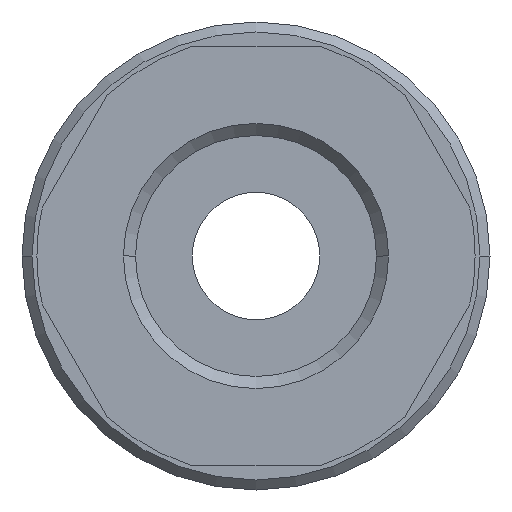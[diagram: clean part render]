
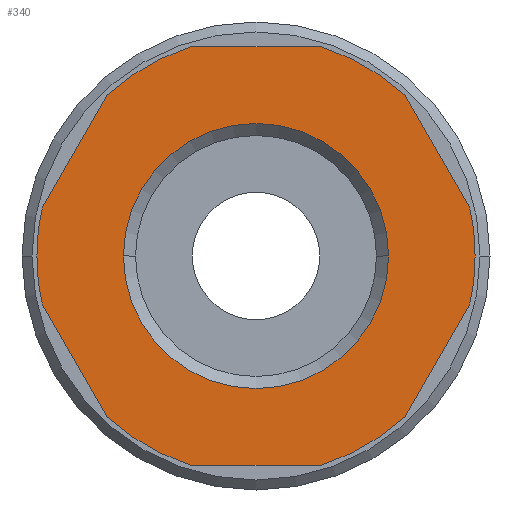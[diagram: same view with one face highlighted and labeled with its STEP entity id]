
A CAD part, front view. The second image highlights one B-rep face of the part: STEP entity #340.
In plain terms, the highlighted planar face has unit normal (0, -1, 0).
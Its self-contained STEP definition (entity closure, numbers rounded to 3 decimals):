
#340=ADVANCED_FACE('',(#699,#700),#701,.T.);
#699=FACE_BOUND('',#1062,.T.);
#700=FACE_OUTER_BOUND('',#1063,.T.);
#701=PLANE('',#1064);
#1062=EDGE_LOOP('',(#1933,#1934));
#1063=EDGE_LOOP('',(#1935,#1936,#1937,#1938,#1939,#1940,#1941,#1942,#1943,#1944,#1945,#1946,#1947,#1948));
#1064=AXIS2_PLACEMENT_3D('',#1949,#1950,#1951);
#1933=ORIENTED_EDGE('',*,*,#2335,.T.);
#1934=ORIENTED_EDGE('',*,*,#2243,.T.);
#1935=ORIENTED_EDGE('',*,*,#2220,.F.);
#1936=ORIENTED_EDGE('',*,*,#2050,.F.);
#1937=ORIENTED_EDGE('',*,*,#2215,.F.);
#1938=ORIENTED_EDGE('',*,*,#2133,.F.);
#1939=ORIENTED_EDGE('',*,*,#2370,.F.);
#1940=ORIENTED_EDGE('',*,*,#2354,.F.);
#1941=ORIENTED_EDGE('',*,*,#2175,.F.);
#1942=ORIENTED_EDGE('',*,*,#2389,.F.);
#1943=ORIENTED_EDGE('',*,*,#2295,.F.);
#1944=ORIENTED_EDGE('',*,*,#2390,.F.);
#1945=ORIENTED_EDGE('',*,*,#2110,.F.);
#1946=ORIENTED_EDGE('',*,*,#2063,.F.);
#1947=ORIENTED_EDGE('',*,*,#2100,.F.);
#1948=ORIENTED_EDGE('',*,*,#2391,.F.);
#1949=CARTESIAN_POINT('',(5.5,0.0,0.0));
#1950=DIRECTION('',(-0.0,-1.0,-0.0));
#1951=DIRECTION('',(-1.0,0.0,0.0));
#2050=EDGE_CURVE('',#2410,#2406,#2412,.T.);
#2063=EDGE_CURVE('',#2433,#2435,#2436,.T.);
#2100=EDGE_CURVE('',#2498,#2433,#2500,.T.);
#2110=EDGE_CURVE('',#2435,#2513,#2516,.T.);
#2133=EDGE_CURVE('',#2553,#2549,#2555,.T.);
#2175=EDGE_CURVE('',#2616,#2614,#2618,.T.);
#2215=EDGE_CURVE('',#2549,#2410,#2678,.T.);
#2220=EDGE_CURVE('',#2406,#2684,#2685,.T.);
#2243=EDGE_CURVE('',#2714,#2718,#2720,.T.);
#2295=EDGE_CURVE('',#2785,#2783,#2787,.T.);
#2335=EDGE_CURVE('',#2718,#2714,#2834,.T.);
#2354=EDGE_CURVE('',#2614,#2855,#2856,.T.);
#2370=EDGE_CURVE('',#2855,#2553,#2872,.T.);
#2389=EDGE_CURVE('',#2783,#2616,#2891,.T.);
#2390=EDGE_CURVE('',#2513,#2785,#2892,.T.);
#2391=EDGE_CURVE('',#2684,#2498,#2893,.T.);
#2406=VERTEX_POINT('',#2908);
#2410=VERTEX_POINT('',#2913);
#2412=CIRCLE('',#2916,11.0);
#2433=VERTEX_POINT('',#2941);
#2435=VERTEX_POINT('',#2944);
#2436=LINE('',#2945,#2946);
#2498=VERTEX_POINT('',#3064);
#2500=CIRCLE('',#3067,11.0);
#2513=VERTEX_POINT('',#3082);
#2516=CIRCLE('',#3086,11.0);
#2549=VERTEX_POINT('',#3127);
#2553=VERTEX_POINT('',#3132);
#2555=CIRCLE('',#3135,11.0);
#2614=VERTEX_POINT('',#3213);
#2616=VERTEX_POINT('',#3216);
#2618=CIRCLE('',#3219,11.0);
#2678=LINE('',#3373,#3374);
#2684=VERTEX_POINT('',#3402);
#2685=LINE('',#3403,#3404);
#2714=VERTEX_POINT('',#3442);
#2718=VERTEX_POINT('',#3447);
#2720=CIRCLE('',#3450,6.655);
#2783=VERTEX_POINT('',#3581);
#2785=VERTEX_POINT('',#3584);
#2787=CIRCLE('',#3587,11.0);
#2834=CIRCLE('',#3653,6.655);
#2855=VERTEX_POINT('',#3688);
#2856=CIRCLE('',#3689,11.0);
#2872=LINE('',#3722,#3723);
#2891=LINE('',#3755,#3756);
#2892=LINE('',#3757,#3758);
#2893=CIRCLE('',#3759,11.0);
#2908=CARTESIAN_POINT('',(-7.454,0.0,-8.089));
#2913=CARTESIAN_POINT('',(-3.279,0.0,-10.5));
#2916=AXIS2_PLACEMENT_3D('',#3777,#3778,#3779);
#2941=CARTESIAN_POINT('',(-10.733,0.0,2.411));
#2944=CARTESIAN_POINT('',(-7.454,0.0,8.089));
#2945=CARTESIAN_POINT('',(-8.406,0.0,6.441));
#2946=VECTOR('',#3797,1.0);
#3064=CARTESIAN_POINT('',(-11.0,0.0,0.));
#3067=AXIS2_PLACEMENT_3D('',#3844,#3845,#3846);
#3082=CARTESIAN_POINT('',(-3.279,0.0,10.5));
#3086=AXIS2_PLACEMENT_3D('',#3862,#3863,#3864);
#3127=CARTESIAN_POINT('',(3.279,0.0,-10.5));
#3132=CARTESIAN_POINT('',(7.454,0.0,-8.089));
#3135=AXIS2_PLACEMENT_3D('',#3896,#3897,#3898);
#3213=CARTESIAN_POINT('',(11.0,0.0,0.));
#3216=CARTESIAN_POINT('',(10.733,0.0,2.411));
#3219=AXIS2_PLACEMENT_3D('',#3972,#3973,#3974);
#3373=CARTESIAN_POINT('',(2.75,0.0,-10.5));
#3374=VECTOR('',#4029,1.0);
#3402=CARTESIAN_POINT('',(-10.733,0.0,-2.411));
#3403=CARTESIAN_POINT('',(-8.406,0.0,-6.441));
#3404=VECTOR('',#4030,1.0);
#3442=CARTESIAN_POINT('',(6.655,0.0,0.));
#3447=CARTESIAN_POINT('',(-6.655,0.0,0.));
#3450=AXIS2_PLACEMENT_3D('',#4057,#4058,#4059);
#3581=CARTESIAN_POINT('',(7.454,0.0,8.089));
#3584=CARTESIAN_POINT('',(3.279,0.0,10.5));
#3587=AXIS2_PLACEMENT_3D('',#4123,#4124,#4125);
#3653=AXIS2_PLACEMENT_3D('',#4182,#4183,#4184);
#3688=CARTESIAN_POINT('',(10.733,0.0,-2.411));
#3689=AXIS2_PLACEMENT_3D('',#4203,#4204,#4205);
#3722=CARTESIAN_POINT('',(9.781,0.0,-4.059));
#3723=VECTOR('',#4215,1.0);
#3755=CARTESIAN_POINT('',(9.781,0.0,4.059));
#3756=VECTOR('',#4227,1.0);
#3757=CARTESIAN_POINT('',(2.75,0.0,10.5));
#3758=VECTOR('',#4228,1.0);
#3759=AXIS2_PLACEMENT_3D('',#4229,#4230,#4231);
#3777=CARTESIAN_POINT('',(0.0,0.0,0.0));
#3778=DIRECTION('',(-0.0,1.0,0.0));
#3779=DIRECTION('',(1.0,0.0,0.0));
#3797=DIRECTION('',(0.5,-0.0,0.866));
#3844=CARTESIAN_POINT('',(0.0,0.0,0.0));
#3845=DIRECTION('',(-0.0,1.0,0.0));
#3846=DIRECTION('',(1.0,0.0,0.0));
#3862=CARTESIAN_POINT('',(0.0,0.0,0.0));
#3863=DIRECTION('',(-0.0,1.0,0.0));
#3864=DIRECTION('',(1.0,0.0,0.0));
#3896=CARTESIAN_POINT('',(0.0,0.0,0.0));
#3897=DIRECTION('',(-0.0,1.0,0.0));
#3898=DIRECTION('',(1.0,0.0,0.0));
#3972=CARTESIAN_POINT('',(0.0,0.0,0.0));
#3973=DIRECTION('',(-0.0,1.0,0.0));
#3974=DIRECTION('',(1.0,0.0,0.0));
#4029=DIRECTION('',(-1.0,0.0,0.0));
#4030=DIRECTION('',(-0.5,0.0,0.866));
#4057=CARTESIAN_POINT('',(0.0,0.0,0.0));
#4058=DIRECTION('',(-0.0,1.0,0.0));
#4059=DIRECTION('',(1.0,0.0,0.0));
#4123=CARTESIAN_POINT('',(0.0,0.0,0.0));
#4124=DIRECTION('',(-0.0,1.0,0.0));
#4125=DIRECTION('',(1.0,0.0,0.0));
#4182=CARTESIAN_POINT('',(0.0,0.0,0.0));
#4183=DIRECTION('',(-0.0,1.0,0.0));
#4184=DIRECTION('',(1.0,0.0,0.0));
#4203=CARTESIAN_POINT('',(0.0,0.0,0.0));
#4204=DIRECTION('',(-0.0,1.0,0.0));
#4205=DIRECTION('',(1.0,0.0,0.0));
#4215=DIRECTION('',(-0.5,0.0,-0.866));
#4227=DIRECTION('',(0.5,0.0,-0.866));
#4228=DIRECTION('',(1.0,-0.0,0.));
#4229=CARTESIAN_POINT('',(0.0,0.0,0.0));
#4230=DIRECTION('',(-0.0,1.0,0.0));
#4231=DIRECTION('',(1.0,0.0,0.0));
